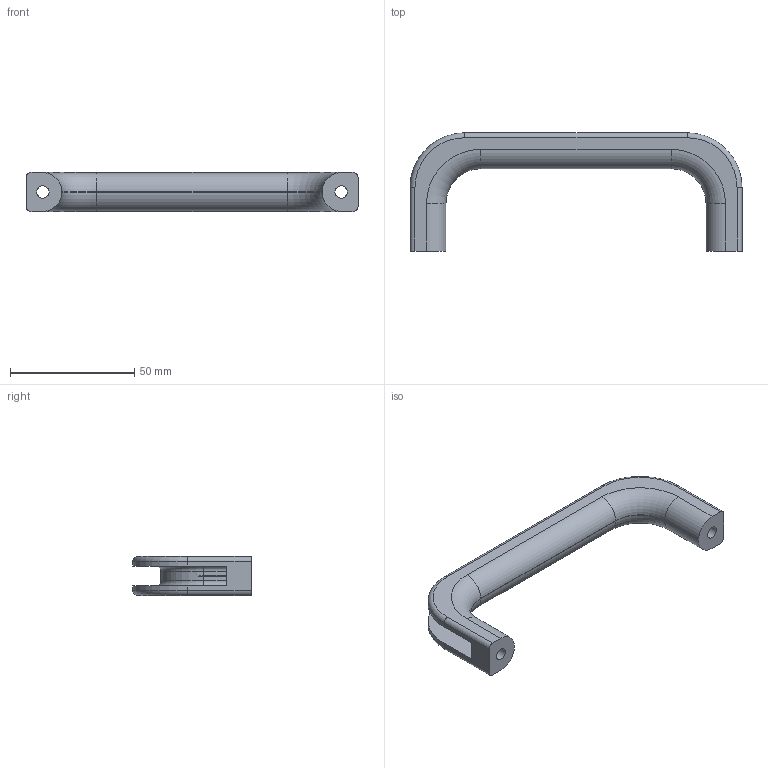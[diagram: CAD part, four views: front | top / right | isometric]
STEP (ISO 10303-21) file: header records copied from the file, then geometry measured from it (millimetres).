
FILE_DESCRIPTION(/* description */ ('KriTec Handgriff PA 120'),/* implementation_level */ '2;1');
FILE_NAME(/* name */ '11209_KriTec_Handgriff_PA_120.stp',/* time_stamp */ '2021-06-11T12:00:47+02:00',/* author */ ('Nell'),/* organization */ (''),/* preprocessor_version */ 'ST-DEVELOPER v17',/* originating_system */ 'Autodesk Inventor 2018',/* authorisation */ '');
FILE_SCHEMA (('AUTOMOTIVE_DESIGN { 1 0 10303 214 3 1 1 }'));
Length unit declared in the file: millimetre
Products named in the file (1): 11209
Bounding box: 133.55 x 47.6 x 15.7 mm (x, y, z)
Volume: 22197.4 mm3; surface area: 14278.3 mm2
Topology: 1 solids, 1 shells, 74 faces, 192 edges, 120 vertices
Faces by surface type: plane 34, cylinder 28, torus 12
Full cylindrical faces by diameter (mm): 5 x2
Entity records: 2303 total; most frequent: DIRECTION 414, CARTESIAN_POINT 387, ORIENTED_EDGE 384, EDGE_CURVE 192, AXIS2_PLACEMENT_3D 147, LINE 120, VECTOR 120, VERTEX_POINT 120
